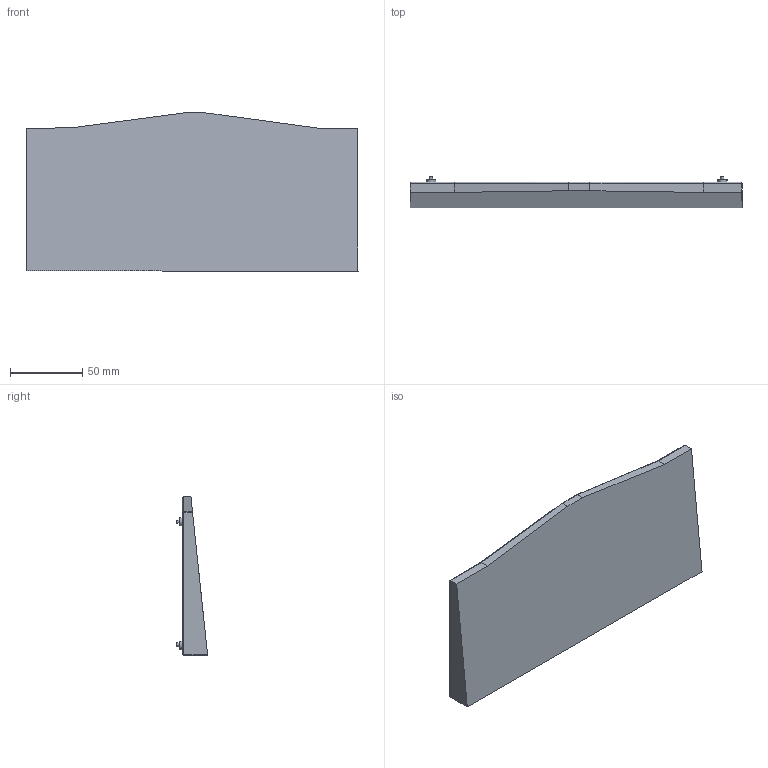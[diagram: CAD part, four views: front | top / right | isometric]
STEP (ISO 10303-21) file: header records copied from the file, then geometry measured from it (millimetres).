
FILE_DESCRIPTION(/* description */ (''),/* implementation_level */ '2;1');
FILE_NAME(/* name */ 'cool838axble_bottom v3.step',/* time_stamp */ '2023-09-22T18:19:31+09:00',/* author */ (''),/* organization */ (''),/* preprocessor_version */ 'ST-DEVELOPER v20',/* originating_system */ 'Autodesk Translation Framework v12.9.0.99',/* authorisation */ '');
FILE_SCHEMA (('AUTOMOTIVE_DESIGN { 1 0 10303 214 3 1 1 }'));
Length unit declared in the file: millimetre
Products named in the file (1): cool838axble_bottom
Bounding box: 229.04 x 21.48 x 109.19 mm (x, y, z)
Volume: 102289.7 mm3; surface area: 61597.3 mm2
Topology: 1 solids, 1 shells, 115 faces, 293 edges, 187 vertices
Faces by surface type: plane 88, cylinder 26, bspline 1
Full cylindrical faces by diameter (mm): 2 x2, 2.4 x2, 5.517 x1, 5.613 x1, 7.116 x1, 7.123 x1, 7.133 x1, 7.136 x1
Entity records: 3463 total; most frequent: CARTESIAN_POINT 615, ORIENTED_EDGE 586, DIRECTION 569, EDGE_CURVE 293, LINE 243, VECTOR 243, VERTEX_POINT 187, AXIS2_PLACEMENT_3D 163
